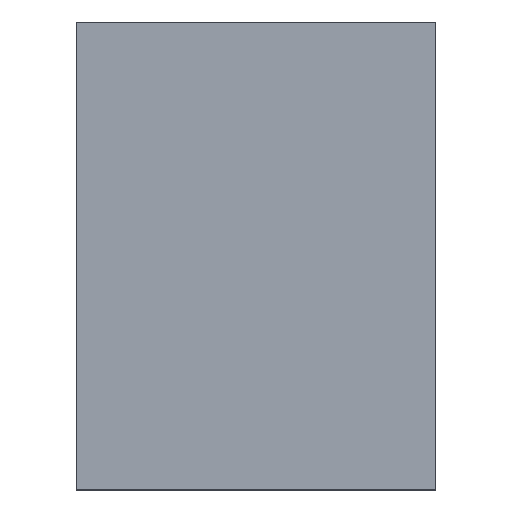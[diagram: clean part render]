
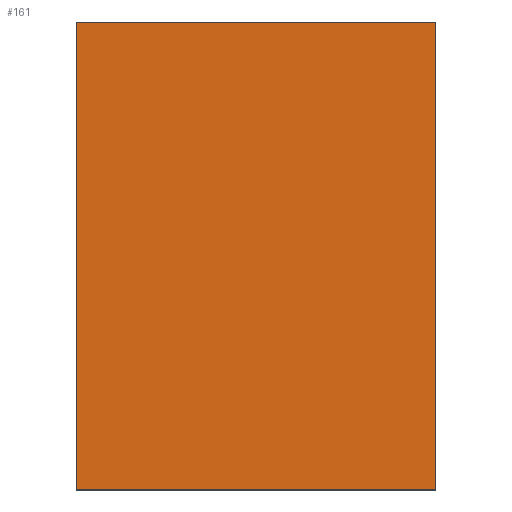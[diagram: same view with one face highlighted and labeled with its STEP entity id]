
A CAD part, top view. The second image highlights one B-rep face of the part: STEP entity #161.
In plain terms, the highlighted planar face has unit normal (0, 0, 1).
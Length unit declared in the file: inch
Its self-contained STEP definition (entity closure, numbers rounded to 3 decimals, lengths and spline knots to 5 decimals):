
#161=ADVANCED_FACE('',(#299),#2137,.T.);
#299=FACE_OUTER_BOUND('',#443,.T.);
#443=EDGE_LOOP('',(#683,#684,#685,#686));
#683=ORIENTED_EDGE('',*,*,#1266,.F.);
#684=ORIENTED_EDGE('',*,*,#1319,.F.);
#685=ORIENTED_EDGE('',*,*,#1321,.T.);
#686=ORIENTED_EDGE('',*,*,#1304,.F.);
#1266=EDGE_CURVE('',#1913,#1911,#1602,.T.);
#1304=EDGE_CURVE('',#1911,#1958,#1640,.T.);
#1319=EDGE_CURVE('',#1972,#1913,#1655,.T.);
#1321=EDGE_CURVE('',#1972,#1958,#1657,.T.);
#1602=B_SPLINE_CURVE_WITH_KNOTS('',1,(#2992,#2993),.UNSPECIFIED.,.F.,.F.,
(2,2),(-0.469,0.),.UNSPECIFIED.);
#1640=B_SPLINE_CURVE_WITH_KNOTS('',1,(#3068,#3069),.UNSPECIFIED.,.F.,.F.,
(2,2),(-0.36,0.),.UNSPECIFIED.);
#1655=B_SPLINE_CURVE_WITH_KNOTS('',1,(#3098,#3099),.UNSPECIFIED.,.F.,.F.,
(2,2),(-0.36,0.),.UNSPECIFIED.);
#1657=B_SPLINE_CURVE_WITH_KNOTS('',1,(#3102,#3103),.UNSPECIFIED.,.F.,.F.,
(2,2),(-0.469,0.),.UNSPECIFIED.);
#1911=VERTEX_POINT('',#2838);
#1913=VERTEX_POINT('',#2840);
#1958=VERTEX_POINT('',#2885);
#1972=VERTEX_POINT('',#2899);
#2137=PLANE('',#2289);
#2289=AXIS2_PLACEMENT_3D('',#2611,#2422,$);
#2422=DIRECTION('',(0.,0.,1.));
#2611=CARTESIAN_POINT('',(0.68686,-1.02026,0.27));
#2838=CARTESIAN_POINT('',(-0.31,0.0965,0.27));
#2840=CARTESIAN_POINT('',(-0.31,-0.3725,0.27));
#2885=CARTESIAN_POINT('',(0.05,0.0965,0.27));
#2899=CARTESIAN_POINT('',(0.05,-0.3725,0.27));
#2992=CARTESIAN_POINT('',(-0.31,-0.3725,0.27));
#2993=CARTESIAN_POINT('',(-0.31,0.0965,0.27));
#3068=CARTESIAN_POINT('',(-0.31,0.0965,0.27));
#3069=CARTESIAN_POINT('',(0.05,0.0965,0.27));
#3098=CARTESIAN_POINT('',(0.05,-0.3725,0.27));
#3099=CARTESIAN_POINT('',(-0.31,-0.3725,0.27));
#3102=CARTESIAN_POINT('',(0.05,-0.3725,0.27));
#3103=CARTESIAN_POINT('',(0.05,0.0965,0.27));
